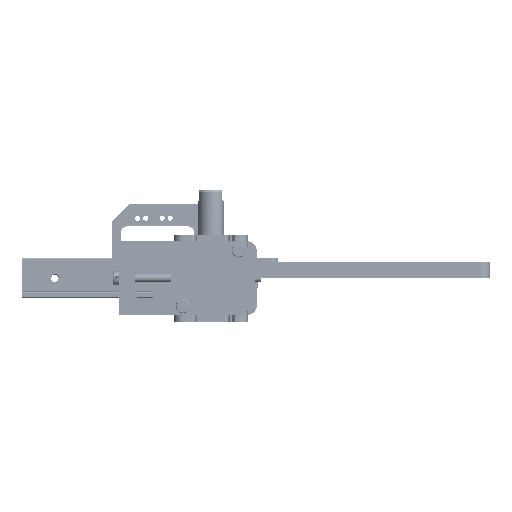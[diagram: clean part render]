
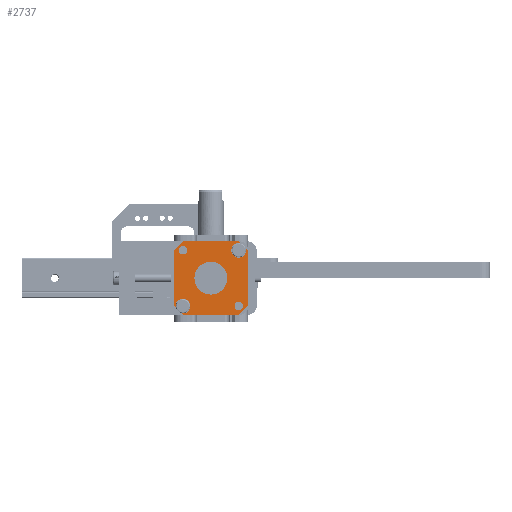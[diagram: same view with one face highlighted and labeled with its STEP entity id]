
A CAD part, front view. The second image highlights one B-rep face of the part: STEP entity #2737.
In plain terms, the highlighted planar face has unit normal (0, -1, 0).
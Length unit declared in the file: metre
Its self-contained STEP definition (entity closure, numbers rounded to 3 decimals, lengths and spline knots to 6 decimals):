
#2737 = ADVANCED_FACE( '', ( #6515, #6516, #6517, #6518, #6519, #6520 ), #6521, .F. );
#6515 = FACE_BOUND( '', #10380, .T. );
#6516 = FACE_BOUND( '', #10381, .T. );
#6517 = FACE_BOUND( '', #10382, .T. );
#6518 = FACE_BOUND( '', #10383, .T. );
#6519 = FACE_BOUND( '', #10384, .T. );
#6520 = FACE_OUTER_BOUND( '', #10385, .T. );
#6521 = PLANE( '', #10386 );
#10380 = EDGE_LOOP( '', ( #23340 ) );
#10381 = EDGE_LOOP( '', ( #23341 ) );
#10382 = EDGE_LOOP( '', ( #23342 ) );
#10383 = EDGE_LOOP( '', ( #23343 ) );
#10384 = EDGE_LOOP( '', ( #23344 ) );
#10385 = EDGE_LOOP( '', ( #23345, #23346, #23347, #23348, #23349, #23350, #23351, #23352 ) );
#10386 = AXIS2_PLACEMENT_3D( '', #23353, #23354, #23355 );
#23340 = ORIENTED_EDGE( '', *, *, #27588, .T. );
#23341 = ORIENTED_EDGE( '', *, *, #27589, .T. );
#23342 = ORIENTED_EDGE( '', *, *, #27590, .T. );
#23343 = ORIENTED_EDGE( '', *, *, #27591, .F. );
#23344 = ORIENTED_EDGE( '', *, *, #27592, .F. );
#23345 = ORIENTED_EDGE( '', *, *, #27593, .F. );
#23346 = ORIENTED_EDGE( '', *, *, #27594, .F. );
#23347 = ORIENTED_EDGE( '', *, *, #27587, .F. );
#23348 = ORIENTED_EDGE( '', *, *, #27582, .F. );
#23349 = ORIENTED_EDGE( '', *, *, #27595, .F. );
#23350 = ORIENTED_EDGE( '', *, *, #27596, .F. );
#23351 = ORIENTED_EDGE( '', *, *, #27597, .F. );
#23352 = ORIENTED_EDGE( '', *, *, #27598, .F. );
#23353 = CARTESIAN_POINT( '', ( -0.0225, 0., 0.0225 ) );
#23354 = DIRECTION( '', ( 0., 1., 0. ) );
#23355 = DIRECTION( '', ( 0., 0., 1. ) );
#27582 = EDGE_CURVE( '', #34504, #34507, #34508, .T. );
#27587 = EDGE_CURVE( '', #34507, #34512, #34516, .T. );
#27588 = EDGE_CURVE( '', #34517, #34517, #34518, .T. );
#27589 = EDGE_CURVE( '', #34519, #34519, #34520, .T. );
#27590 = EDGE_CURVE( '', #34521, #34521, #34522, .T. );
#27591 = EDGE_CURVE( '', #34523, #34523, #34524, .T. );
#27592 = EDGE_CURVE( '', #34525, #34525, #34526, .T. );
#27593 = EDGE_CURVE( '', #34527, #34528, #34529, .T. );
#27594 = EDGE_CURVE( '', #34512, #34527, #34530, .T. );
#27595 = EDGE_CURVE( '', #34531, #34504, #34532, .T. );
#27596 = EDGE_CURVE( '', #34533, #34531, #34534, .T. );
#27597 = EDGE_CURVE( '', #34535, #34533, #34536, .T. );
#27598 = EDGE_CURVE( '', #34528, #34535, #34537, .T. );
#34504 = VERTEX_POINT( '', #44394 );
#34507 = VERTEX_POINT( '', #44398 );
#34508 = LINE( '', #44399, #44400 );
#34512 = VERTEX_POINT( '', #44406 );
#34516 = CIRCLE( '', #44411, 0.028 );
#34517 = VERTEX_POINT( '', #44412 );
#34518 = CIRCLE( '', #44413, 0.0026 );
#34519 = VERTEX_POINT( '', #44414 );
#34520 = CIRCLE( '', #44415, 0.0026 );
#34521 = VERTEX_POINT( '', #44416 );
#34522 = CIRCLE( '', #44417, 0.01 );
#34523 = VERTEX_POINT( '', #44418 );
#34524 = CIRCLE( '', #44419, 0.002067 );
#34525 = VERTEX_POINT( '', #44420 );
#34526 = CIRCLE( '', #44421, 0.002067 );
#34527 = VERTEX_POINT( '', #44422 );
#34528 = VERTEX_POINT( '', #44423 );
#34529 = CIRCLE( '', #44424, 0.028 );
#34530 = LINE( '', #44425, #44426 );
#34531 = VERTEX_POINT( '', #44427 );
#34532 = CIRCLE( '', #44428, 0.028 );
#34533 = VERTEX_POINT( '', #44429 );
#34534 = LINE( '', #44430, #44431 );
#34535 = VERTEX_POINT( '', #44432 );
#34536 = CIRCLE( '', #44433, 0.028 );
#34537 = LINE( '', #44434, #44435 );
#44394 = CARTESIAN_POINT( '', ( -0.0225, 0., -0.016666 ) );
#44398 = CARTESIAN_POINT( '', ( -0.0225, 0., 0.016666 ) );
#44399 = CARTESIAN_POINT( '', ( -0.0225, 0., -0.0225 ) );
#44400 = VECTOR( '', #51209, 1. );
#44406 = CARTESIAN_POINT( '', ( -0.016666, 0., 0.0225 ) );
#44411 = AXIS2_PLACEMENT_3D( '', #51216, #51217, #51218 );
#44412 = CARTESIAN_POINT( '', ( 0.017, 0., 0.0196 ) );
#44413 = AXIS2_PLACEMENT_3D( '', #51219, #51220, #51221 );
#44414 = CARTESIAN_POINT( '', ( -0.017, 0., -0.0144 ) );
#44415 = AXIS2_PLACEMENT_3D( '', #51222, #51223, #51224 );
#44416 = CARTESIAN_POINT( '', ( 0.01, 0., 0. ) );
#44417 = AXIS2_PLACEMENT_3D( '', #51225, #51226, #51227 );
#44418 = CARTESIAN_POINT( '', ( -0.014933, 0., 0.017 ) );
#44419 = AXIS2_PLACEMENT_3D( '', #51228, #51229, #51230 );
#44420 = CARTESIAN_POINT( '', ( 0.019067, 0., -0.017 ) );
#44421 = AXIS2_PLACEMENT_3D( '', #51231, #51232, #51233 );
#44422 = CARTESIAN_POINT( '', ( 0.016666, 0., 0.0225 ) );
#44423 = CARTESIAN_POINT( '', ( 0.0225, 0., 0.016666 ) );
#44424 = AXIS2_PLACEMENT_3D( '', #51234, #51235, #51236 );
#44425 = CARTESIAN_POINT( '', ( -0.0225, 0., 0.0225 ) );
#44426 = VECTOR( '', #51237, 1. );
#44427 = CARTESIAN_POINT( '', ( -0.016666, 0., -0.0225 ) );
#44428 = AXIS2_PLACEMENT_3D( '', #51238, #51239, #51240 );
#44429 = CARTESIAN_POINT( '', ( 0.016666, 0., -0.0225 ) );
#44430 = CARTESIAN_POINT( '', ( 0.0225, 0., -0.0225 ) );
#44431 = VECTOR( '', #51241, 1. );
#44432 = CARTESIAN_POINT( '', ( 0.0225, 0., -0.016666 ) );
#44433 = AXIS2_PLACEMENT_3D( '', #51242, #51243, #51244 );
#44434 = CARTESIAN_POINT( '', ( 0.0225, 0., 0.0225 ) );
#44435 = VECTOR( '', #51245, 1. );
#51209 = DIRECTION( '', ( 0., 0., 1. ) );
#51216 = CARTESIAN_POINT( '', ( 0., 0., 0. ) );
#51217 = DIRECTION( '', ( 0., 1., 0. ) );
#51218 = DIRECTION( '', ( -1., 0., 0. ) );
#51219 = CARTESIAN_POINT( '', ( 0.017, 0., 0.017 ) );
#51220 = DIRECTION( '', ( 0., 1., 0. ) );
#51221 = DIRECTION( '', ( 0., 0., 1. ) );
#51222 = CARTESIAN_POINT( '', ( -0.017, 0., -0.017 ) );
#51223 = DIRECTION( '', ( 0., 1., 0. ) );
#51224 = DIRECTION( '', ( 0., 0., 1. ) );
#51225 = CARTESIAN_POINT( '', ( 0., 0., 0. ) );
#51226 = DIRECTION( '', ( 0., 1., 0. ) );
#51227 = DIRECTION( '', ( 1., 0., 0. ) );
#51228 = CARTESIAN_POINT( '', ( -0.017, 0., 0.017 ) );
#51229 = DIRECTION( '', ( 0., -1., 0. ) );
#51230 = DIRECTION( '', ( 1., 0., 0. ) );
#51231 = CARTESIAN_POINT( '', ( 0.017, 0., -0.017 ) );
#51232 = DIRECTION( '', ( 0., -1., 0. ) );
#51233 = DIRECTION( '', ( 1., 0., 0. ) );
#51234 = CARTESIAN_POINT( '', ( 0., 0., 0. ) );
#51235 = DIRECTION( '', ( 0., 1., 0. ) );
#51236 = DIRECTION( '', ( 0., 0., 1. ) );
#51237 = DIRECTION( '', ( 1., 0., 0. ) );
#51238 = CARTESIAN_POINT( '', ( 0., 0., 0. ) );
#51239 = DIRECTION( '', ( 0., 1., 0. ) );
#51240 = DIRECTION( '', ( 0., 0., 1. ) );
#51241 = DIRECTION( '', ( -1., 0., 0. ) );
#51242 = CARTESIAN_POINT( '', ( 0., 0., 0. ) );
#51243 = DIRECTION( '', ( 0., 1., 0. ) );
#51244 = DIRECTION( '', ( 0., 0., 1. ) );
#51245 = DIRECTION( '', ( 0., 0., -1. ) );
